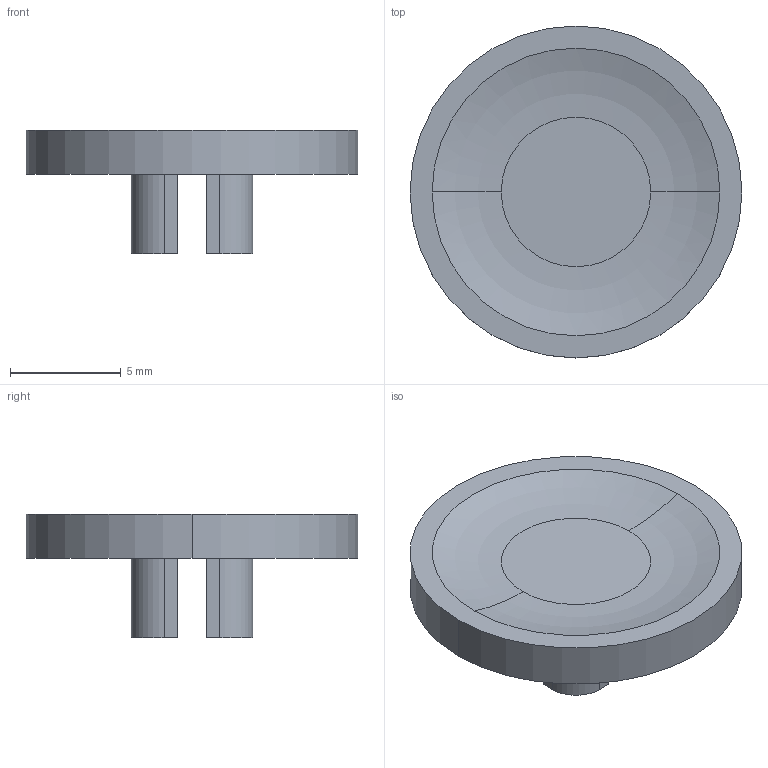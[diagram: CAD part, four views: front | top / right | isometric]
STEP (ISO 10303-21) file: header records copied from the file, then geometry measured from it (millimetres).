
FILE_DESCRIPTION (( 'STEP AP214' ), '1' );
FILE_NAME ('v12 Power Button.STEP', '2021-07-18T17:03:01', ( '' ), ( '' ), 'SwSTEP 2.0', 'SolidWorks 2021', '' );
FILE_SCHEMA (( 'AUTOMOTIVE_DESIGN' ));
Length unit declared in the file: centimetre
Products named in the file (1): v12 Power Button
Bounding box: 15 x 15 x 5.6 mm (x, y, z)
Volume: 362.1 mm3; surface area: 561.3 mm2
Topology: 1 solids, 1 shells, 31 faces, 72 edges, 48 vertices
Faces by surface type: plane 23, cylinder 6, torus 2
Entity records: 918 total; most frequent: DIRECTION 154, CARTESIAN_POINT 152, ORIENTED_EDGE 144, EDGE_CURVE 72, VECTOR 54, LINE 54, AXIS2_PLACEMENT_3D 50, VERTEX_POINT 48
